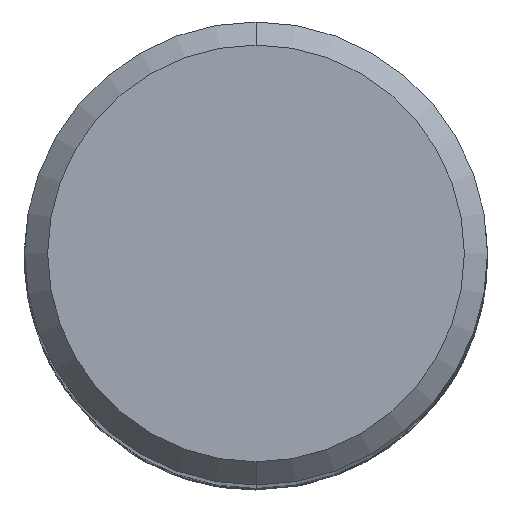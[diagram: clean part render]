
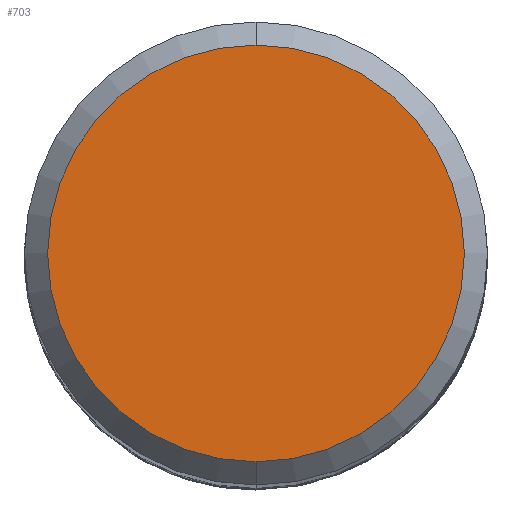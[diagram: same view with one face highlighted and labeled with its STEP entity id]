
A CAD part, top view. The second image highlights one B-rep face of the part: STEP entity #703.
In plain terms, the highlighted planar face has unit normal (0, 0, 1).
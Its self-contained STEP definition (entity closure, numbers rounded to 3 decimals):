
#703=ADVANCED_FACE('',(#1623),#1624,.T.);
#981=VERTEX_POINT('',#1931);
#1021=VERTEX_POINT('',#1973);
#1095=EDGE_CURVE('',#981,#1021,#2055,.T.);
#1151=EDGE_CURVE('',#1021,#981,#2114,.T.);
#1623=FACE_OUTER_BOUND('',#5234,.T.);
#1624=PLANE('',#5235);
#1931=CARTESIAN_POINT('',(0.0,5.4,0.0));
#1973=CARTESIAN_POINT('',(0.,-5.4,0.0));
#2055=CIRCLE('',#10132,5.4);
#2114=CIRCLE('',#10437,5.4);
#5234=EDGE_LOOP('',(#13755,#13756));
#5235=AXIS2_PLACEMENT_3D('',#13757,#13758,#13759);
#10132=AXIS2_PLACEMENT_3D('',#14213,#14214,#14215);
#10437=AXIS2_PLACEMENT_3D('',#14261,#14262,#14263);
#13755=ORIENTED_EDGE('',*,*,#1095,.F.);
#13756=ORIENTED_EDGE('',*,*,#1151,.F.);
#13757=CARTESIAN_POINT('',(0.0,2.7,0.0));
#13758=DIRECTION('',(-0.0,0.0,1.0));
#13759=DIRECTION('',(0.0,-1.0,0.0));
#14213=CARTESIAN_POINT('',(0.0,0.0,0.0));
#14214=DIRECTION('',(0.0,0.0,-1.0));
#14215=DIRECTION('',(0.0,1.0,0.0));
#14261=CARTESIAN_POINT('',(0.0,0.0,0.0));
#14262=DIRECTION('',(0.0,0.0,-1.0));
#14263=DIRECTION('',(0.0,1.0,0.0));
